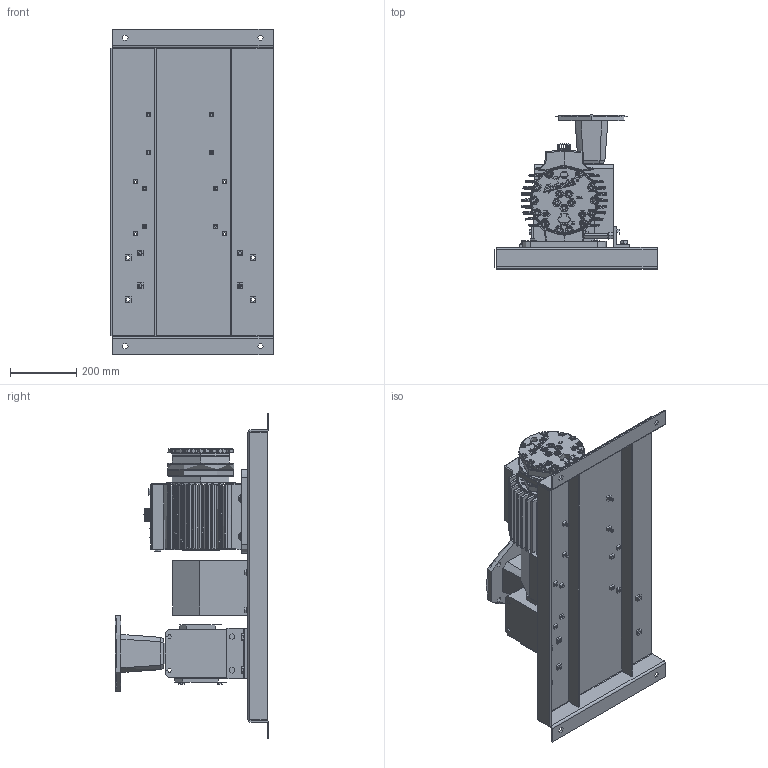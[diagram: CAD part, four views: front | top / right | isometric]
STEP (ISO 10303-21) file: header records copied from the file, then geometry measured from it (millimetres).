
FILE_DESCRIPTION (( 'STEP AP214' ), '1' );
FILE_NAME ('P500 METALLIC NEMA 213-15TC.STEP', '2018-08-20T18:14:45', ( '' ), ( '' ), 'SwSTEP 2.0', 'SolidWorks 2017', '' );
FILE_SCHEMA (( 'AUTOMOTIVE_DESIGN' ));
Length unit declared in the file: inch
Products named in the file (1): P500 METALLIC NEMA 213-15TC
Bounding box: 490.68 x 465.53 x 985.52 mm (x, y, z)
Topology: 0 solids, 206 shells, 1472 faces, 6103 edges, 4713 vertices
Faces by surface type: plane 568, cylinder 531, cone 142, bspline 141, torus 83, sphere 7
Full cylindrical faces by diameter (mm): 11.176 x5
Entity records: 105325 total; most frequent: CARTESIAN_POINT 40619, DIRECTION 8576, ORIENTED_EDGE 8447, EDGE_CURVE 6115, VERTEX_POINT 4725, AXIS2_PLACEMENT_3D 3159, VECTOR 2258, LINE 2258
